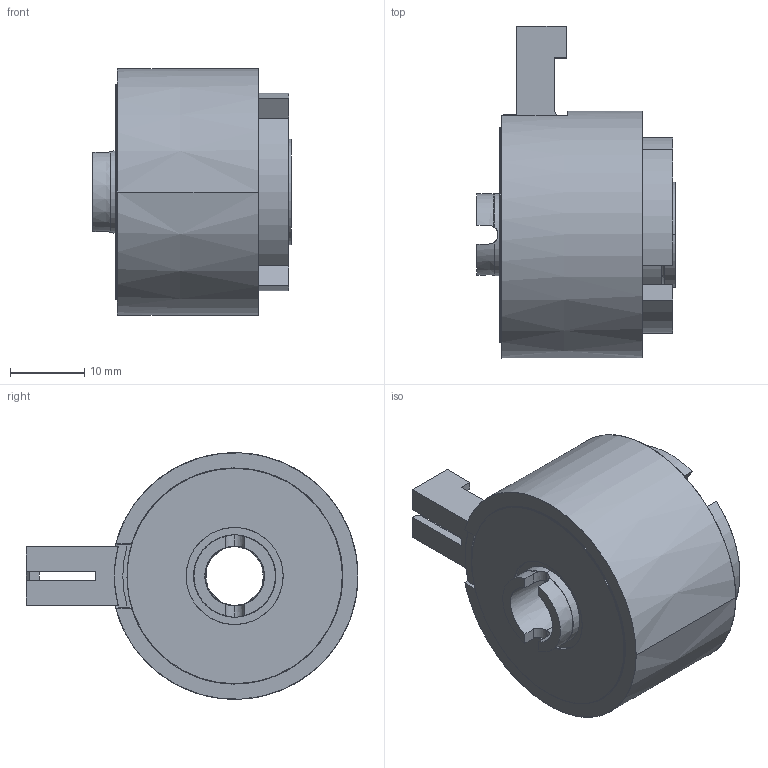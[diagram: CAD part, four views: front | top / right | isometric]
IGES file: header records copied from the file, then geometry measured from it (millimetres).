
Start section: SolidWorks IGES file using analytic representation for surfaces
Global section: file name: Reell_EC30XP.IGS; native system: SolidWorks 2006 by SolidWorks Corporation; preprocessor: SolidWorks 2006 by SolidWorks Corporation; author: richa; date: 060830.112656; units: inch
Bounding box: 26.8 x 44.86 x 33.32 mm (x, y, z)
Surface area: 18364.8 mm2 (no closed solid volume)
Topology: 0 solids, 0 shells, 314 faces, 4250 edges, 4250 vertices
Faces by surface type: bspline 198, revolution 116
